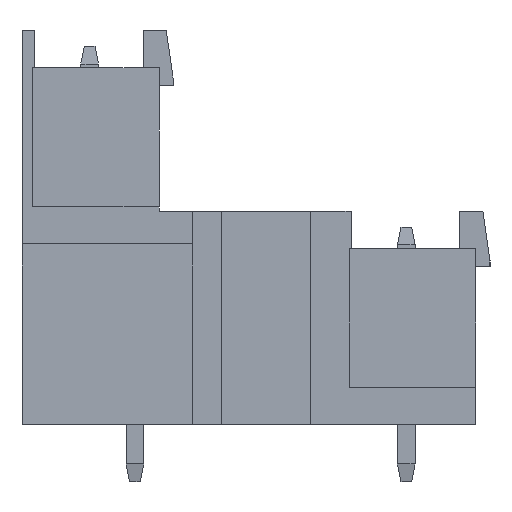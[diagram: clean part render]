
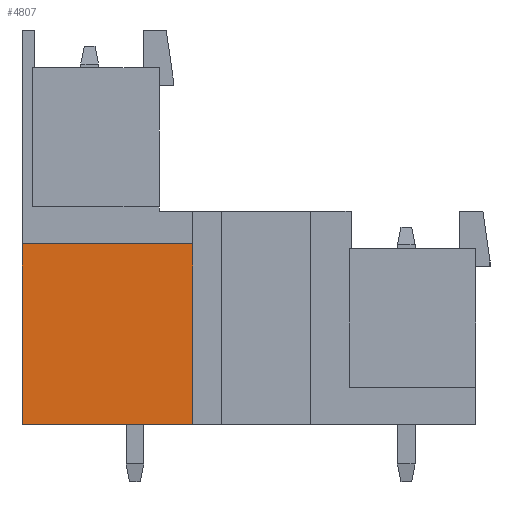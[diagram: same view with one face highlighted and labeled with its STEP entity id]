
A CAD part, left-side view. The second image highlights one B-rep face of the part: STEP entity #4807.
In plain terms, the highlighted planar face has unit normal (-1, 0, 0).
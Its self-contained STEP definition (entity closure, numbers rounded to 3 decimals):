
#4794=AXIS2_PLACEMENT_3D('Plane Axis2P3D',#4791,#4792,#4793) ;
#3123=CARTESIAN_POINT('Vertex',(2.,26.28,3.2)) ;
#3126=CARTESIAN_POINT('Line Origine',(2.,26.28,8.28)) ;
#3130=CARTESIAN_POINT('Vertex',(2.,26.28,13.36)) ;
#3239=CARTESIAN_POINT('Vertex',(2.,16.7,3.2)) ;
#3242=CARTESIAN_POINT('Line Origine',(2.,21.49,3.2)) ;
#4774=CARTESIAN_POINT('Vertex',(2.,16.7,13.36)) ;
#4777=CARTESIAN_POINT('Line Origine',(2.,16.7,8.28)) ;
#4791=CARTESIAN_POINT('Axis2P3D Location',(2.,0.,13.36)) ;
#4796=CARTESIAN_POINT('Line Origine',(2.,21.49,13.36)) ;
#3127=DIRECTION('Vector Direction',(0.,0.,-1.)) ;
#3243=DIRECTION('Vector Direction',(0.,1.,0.)) ;
#4778=DIRECTION('Vector Direction',(0.,0.,1.)) ;
#4792=DIRECTION('Axis2P3D Direction',(1.,-0.,0.)) ;
#4793=DIRECTION('Axis2P3D XDirection',(0.,0.,-1.)) ;
#4797=DIRECTION('Vector Direction',(0.,1.,0.)) ;
#3128=VECTOR('Line Direction',#3127,1.) ;
#3244=VECTOR('Line Direction',#3243,1.) ;
#4779=VECTOR('Line Direction',#4778,1.) ;
#4798=VECTOR('Line Direction',#4797,1.) ;
#4802=ORIENTED_EDGE('',*,*,#4781,.T.) ;
#4803=ORIENTED_EDGE('',*,*,#4800,.T.) ;
#4804=ORIENTED_EDGE('',*,*,#3132,.T.) ;
#4805=ORIENTED_EDGE('',*,*,#3246,.F.) ;
#4807=ADVANCED_FACE('Housing',(#4806),#4795,.F.) ;
#3132=EDGE_CURVE('',#3131,#3124,#3129,.T.) ;
#3246=EDGE_CURVE('',#3240,#3124,#3245,.T.) ;
#4781=EDGE_CURVE('',#3240,#4775,#4780,.T.) ;
#4800=EDGE_CURVE('',#4775,#3131,#4799,.T.) ;
#4801=EDGE_LOOP('',(#4802,#4803,#4804,#4805)) ;
#4806=FACE_OUTER_BOUND('',#4801,.T.) ;
#3129=LINE('Line',#3126,#3128) ;
#3245=LINE('Line',#3242,#3244) ;
#4780=LINE('Line',#4777,#4779) ;
#4799=LINE('Line',#4796,#4798) ;
#4795=PLANE('',#4794) ;
#3124=VERTEX_POINT('',#3123) ;
#3131=VERTEX_POINT('',#3130) ;
#3240=VERTEX_POINT('',#3239) ;
#4775=VERTEX_POINT('',#4774) ;
